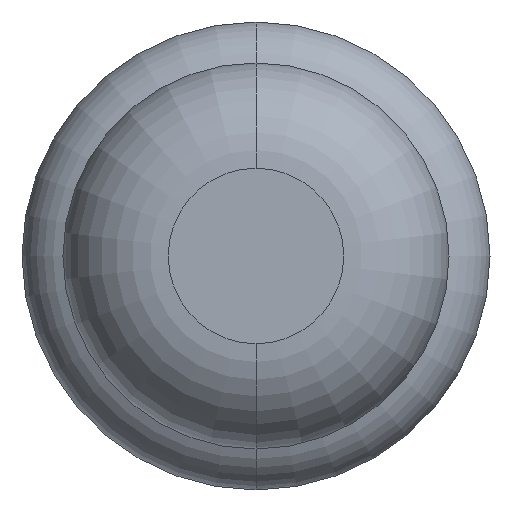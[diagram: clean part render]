
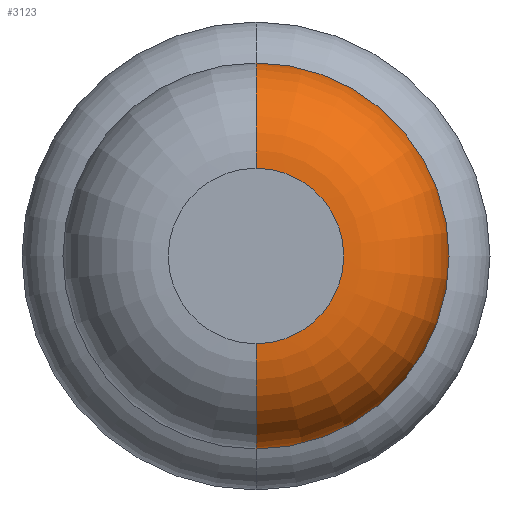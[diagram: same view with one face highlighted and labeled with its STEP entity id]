
A CAD part, front view. The second image highlights one B-rep face of the part: STEP entity #3123.
In plain terms, the highlighted toroidal (fillet/blend) face has major radius 0.375 mm and minor radius 0.45 mm.
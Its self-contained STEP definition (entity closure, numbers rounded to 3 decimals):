
#18 = DIRECTION ( 'NONE',  ( 0., 0., 1. ) ) ;
#30 = AXIS2_PLACEMENT_3D ( 'NONE', #1521, #3364, #18 ) ;
#127 = EDGE_CURVE ( 'Defeature ausgef�hrt1_22+Defeature ausgef�hrt1_21+Defeature ausgef�hrt1_21+Defeature ausgef�hrt1_21', #3788, #1960, #307, .T. ) ;
#128 = CARTESIAN_POINT ( 'NONE',  ( 0., -26.95, -0.375 ) ) ;
#146 = ORIENTED_EDGE ( 'NONE', *, *, #870, .T. ) ;
#264 = VERTEX_POINT ( 'NONE', #1711 ) ;
#265 = CARTESIAN_POINT ( 'NONE',  ( 0., -26.95, 0.825 ) ) ;
#307 = CIRCLE ( 'NONE', #2523, 0.825 ) ;
#693 = EDGE_LOOP ( 'NONE', ( #146, #3254, #815, #2017 ) ) ;
#713 = DIRECTION ( 'NONE',  ( 0., 1., 0. ) ) ;
#815 = ORIENTED_EDGE ( 'NONE', *, *, #127, .F. ) ;
#830 = EDGE_CURVE ( 'NONE', #1087, #1960, #3736, .T. ) ;
#870 = EDGE_CURVE ( 'Defeature ausgef�hrt1_21+Defeature ausgef�hrt1_20+Defeature ausgef�hrt1_20+Defeature ausgef�hrt1_20', #264, #1087, #3539, .T. ) ;
#1057 = DIRECTION ( 'NONE',  ( 0., 0., 1. ) ) ;
#1087 = VERTEX_POINT ( 'NONE', #1116 ) ;
#1116 = CARTESIAN_POINT ( 'NONE',  ( 0., -27.4, -0.375 ) ) ;
#1132 = FACE_OUTER_BOUND ( 'NONE', #693, .T. ) ;
#1521 = CARTESIAN_POINT ( 'NONE',  ( 0., -26.95, 0. ) ) ;
#1598 = DIRECTION ( 'NONE',  ( 0., 0., 1. ) ) ;
#1711 = CARTESIAN_POINT ( 'NONE',  ( 0., -27.4, 0.375 ) ) ;
#1784 = EDGE_CURVE ( 'NONE', #264, #3788, #2762, .T. ) ;
#1947 = DIRECTION ( 'NONE',  ( 0., 0., -1. ) ) ;
#1960 = VERTEX_POINT ( 'NONE', #2595 ) ;
#2017 = ORIENTED_EDGE ( 'NONE', *, *, #1784, .F. ) ;
#2090 = DIRECTION ( 'NONE',  ( 0., 0., 1. ) ) ;
#2249 = AXIS2_PLACEMENT_3D ( 'NONE', #3655, #3055, #2090 ) ;
#2523 = AXIS2_PLACEMENT_3D ( 'NONE', #3410, #3449, #1598 ) ;
#2572 = DIRECTION ( 'NONE',  ( 1., 0., 0. ) ) ;
#2595 = CARTESIAN_POINT ( 'NONE',  ( 0., -26.95, -0.825 ) ) ;
#2762 = CIRCLE ( 'NONE', #2249, 0.45 ) ;
#2931 = TOROIDAL_SURFACE ( 'NONE', #30, 0.375, 0.45 ) ;
#3055 = DIRECTION ( 'NONE',  ( -1., 0., 0. ) ) ;
#3123 = ADVANCED_FACE ( 'Defeature ausgef�hrt1_21', ( #1132 ), #2931, .T. ) ;
#3148 = AXIS2_PLACEMENT_3D ( 'NONE', #3785, #713, #1057 ) ;
#3254 = ORIENTED_EDGE ( 'NONE', *, *, #830, .T. ) ;
#3364 = DIRECTION ( 'NONE',  ( 0., 1., 0. ) ) ;
#3410 = CARTESIAN_POINT ( 'NONE',  ( 0., -26.95, 0. ) ) ;
#3429 = AXIS2_PLACEMENT_3D ( 'NONE', #128, #2572, #1947 ) ;
#3449 = DIRECTION ( 'NONE',  ( 0., 1., 0. ) ) ;
#3539 = CIRCLE ( 'NONE', #3148, 0.375 ) ;
#3655 = CARTESIAN_POINT ( 'NONE',  ( 0., -26.95, 0.375 ) ) ;
#3736 = CIRCLE ( 'NONE', #3429, 0.45 ) ;
#3785 = CARTESIAN_POINT ( 'NONE',  ( 0., -27.4, 0. ) ) ;
#3788 = VERTEX_POINT ( 'NONE', #265 ) ;
